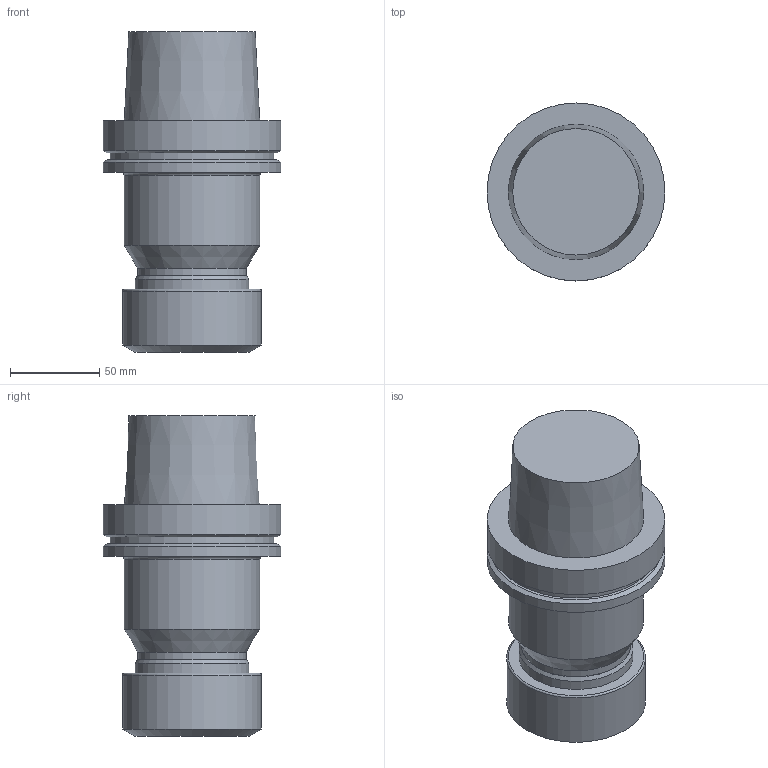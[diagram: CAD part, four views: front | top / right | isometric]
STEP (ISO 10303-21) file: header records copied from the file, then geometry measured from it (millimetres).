
FILE_DESCRIPTION(/* description */ (''),/* implementation_level */ '2;1');
FILE_NAME(/* name */ '1493021217915.stp',/* time_stamp */ '2017-04-24T10:07:01+02:00',/* author */ (''),/* organization */ ('SMS'),/* preprocessor_version */ 'ST-DEVELOPER v15',/* originating_system */ 'SIEMENS PLM Software NX 8.5',/* authorisation */ '');
FILE_SCHEMA (('AUTOMOTIVE_DESIGN { 1 0 10303 214 3 1 1 1 }'));
Length unit declared in the file: millimetre
Products named in the file (1): 392.41014-10050130A-636200719579073936-1
Bounding box: 99.93 x 99.93 x 179.85 mm (x, y, z)
Volume: 869330.3 mm3; surface area: 62272.9 mm2
Topology: 1 solids, 1 shells, 23 faces, 37 edges, 25 vertices
Faces by surface type: plane 8, cylinder 7, cone 6, torus 2
Full cylindrical faces by diameter (mm): 61 x1, 64 x1, 76 x1, 78 x1, 91.95 x1, 99.93 x2
Entity records: 532 total; most frequent: DIRECTION 100, CARTESIAN_POINT 75, AXIS2_PLACEMENT_3D 50, EDGE_LOOP 44, ORIENTED_EDGE 44, FACE_BOUND 42, ADVANCED_FACE 23, VERTEX_POINT 22
